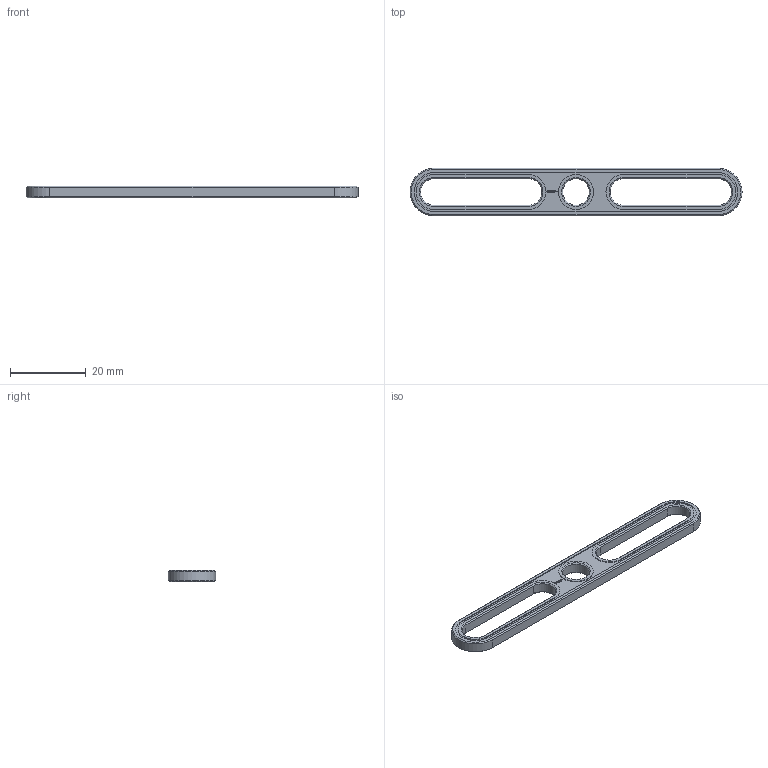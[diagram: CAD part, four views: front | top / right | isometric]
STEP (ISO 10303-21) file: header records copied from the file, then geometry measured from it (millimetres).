
FILE_DESCRIPTION(('FreeCAD Model'),'2;1');
FILE_NAME('Open CASCADE Shape Model','2023-01-08T23:16:27',(''),(''), 'Open CASCADE STEP processor 7.6','FreeCAD','Unknown');
FILE_SCHEMA(('AUTOMOTIVE_DESIGN { 1 0 10303 214 1 1 1 1 }'));
Length unit declared in the file: millimetre
Products named in the file (1): Brace STR SLT BE ERR BU07x01x00.25x03 - SPN-BRC-0298 (stemfie.org)
Bounding box: 87.5 x 12.5 x 3.12 mm (x, y, z)
Volume: 1787.3 mm3; surface area: 2250.1 mm2
Topology: 1 solids, 1 shells, 592 faces, 1628 edges, 1077 vertices
Faces by surface type: plane 336, extrusion 228, cone 14, cylinder 14
Full cylindrical faces by diameter (mm): 7 x1, 9.2 x1
Entity records: 41546 total; most frequent: CARTESIAN_POINT 10792, DIRECTION 4736, VECTOR 3898, LINE 3670, ORIENTED_EDGE 3256, PCURVE 3256, DEFINITIONAL_REPRESENTATION 3256, EDGE_CURVE 1628
